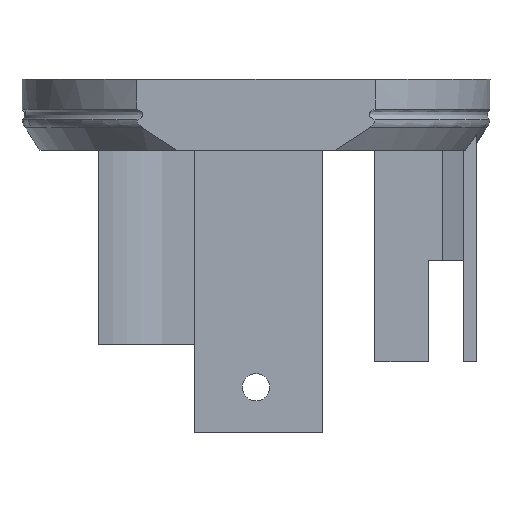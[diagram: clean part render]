
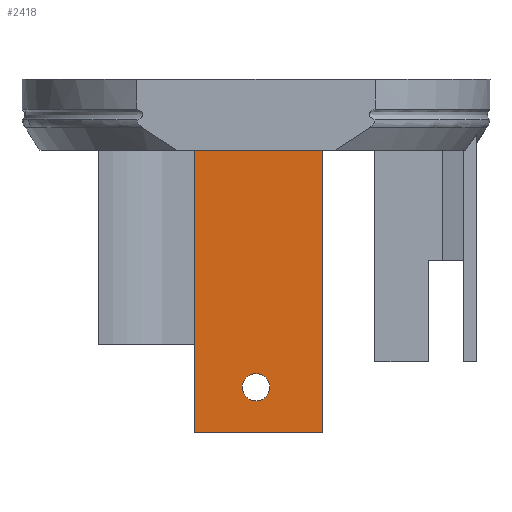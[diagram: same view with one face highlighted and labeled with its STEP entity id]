
A CAD part, front view. The second image highlights one B-rep face of the part: STEP entity #2418.
In plain terms, the highlighted planar face has unit normal (0, -1, 0).
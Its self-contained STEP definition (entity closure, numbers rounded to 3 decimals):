
#50=FACE_BOUND('',#397,.T.);
#126=PLANE('',#2620);
#250=FACE_OUTER_BOUND('',#396,.T.);
#396=EDGE_LOOP('',(#2030,#2031,#2032,#2033));
#397=EDGE_LOOP('',(#2034));
#556=LINE('',#3952,#818);
#632=LINE('',#4128,#894);
#633=LINE('',#4131,#895);
#634=LINE('',#4132,#896);
#818=VECTOR('',#2935,10.);
#894=VECTOR('',#3113,10.);
#895=VECTOR('',#3116,10.);
#896=VECTOR('',#3117,10.);
#982=CIRCLE('',#2500,1.55);
#1045=VERTEX_POINT('',#3353);
#1168=VERTEX_POINT('',#3949);
#1169=VERTEX_POINT('',#3951);
#1218=VERTEX_POINT('',#4126);
#1219=VERTEX_POINT('',#4130);
#1274=EDGE_CURVE('',#1045,#1045,#982,.T.);
#1427=EDGE_CURVE('',#1168,#1169,#556,.T.);
#1517=EDGE_CURVE('',#1218,#1168,#632,.T.);
#1518=EDGE_CURVE('',#1219,#1218,#633,.T.);
#1519=EDGE_CURVE('',#1219,#1169,#634,.T.);
#2030=ORIENTED_EDGE('',*,*,#1518,.F.);
#2031=ORIENTED_EDGE('',*,*,#1519,.T.);
#2032=ORIENTED_EDGE('',*,*,#1427,.F.);
#2033=ORIENTED_EDGE('',*,*,#1517,.F.);
#2034=ORIENTED_EDGE('',*,*,#1274,.T.);
#2418=ADVANCED_FACE('',(#250,#50),#126,.T.);
#2500=AXIS2_PLACEMENT_3D('',#3354,#2699,#2700);
#2620=AXIS2_PLACEMENT_3D('',#4129,#3114,#3115);
#2699=DIRECTION('center_axis',(0.,1.,0.));
#2700=DIRECTION('ref_axis',(-1.,0.,0.));
#2935=DIRECTION('',(-1.,0.,0.));
#3113=DIRECTION('',(0.,0.,-1.));
#3114=DIRECTION('center_axis',(0.,-1.,0.));
#3115=DIRECTION('ref_axis',(-1.,0.,0.));
#3116=DIRECTION('',(1.,0.,0.));
#3117=DIRECTION('',(0.,0.,-1.));
#3353=CARTESIAN_POINT('',(1.55,-8.5,-34.862));
#3354=CARTESIAN_POINT('Origin',(0.,-8.5,
-34.862));
#3949=CARTESIAN_POINT('',(7.5,-8.5,-40.));
#3951=CARTESIAN_POINT('',(-7.,-8.5,-40.));
#3952=CARTESIAN_POINT('',(-7.,-8.5,-40.));
#4126=CARTESIAN_POINT('',(7.5,-8.5,-8.));
#4128=CARTESIAN_POINT('',(7.5,-8.5,-8.));
#4129=CARTESIAN_POINT('Origin',(7.5,-8.5,-8.));
#4130=CARTESIAN_POINT('',(-7.,-8.5,-8.));
#4131=CARTESIAN_POINT('',(3.75,-8.5,-8.));
#4132=CARTESIAN_POINT('',(-7.,-8.5,-8.));
